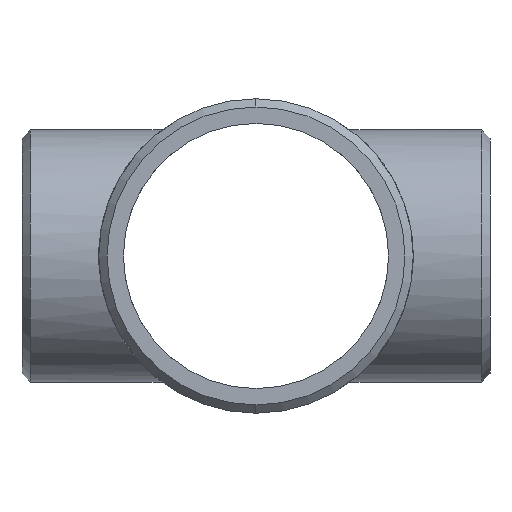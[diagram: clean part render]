
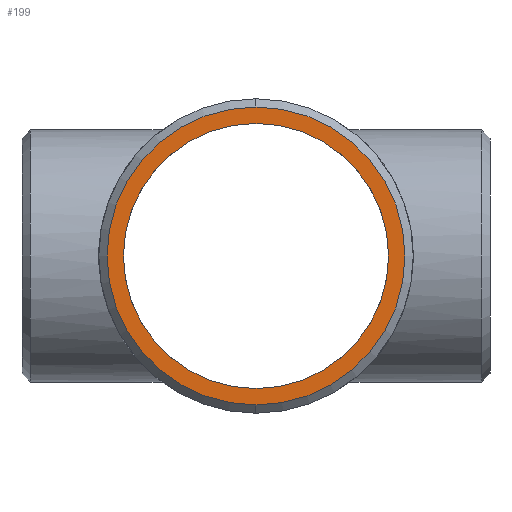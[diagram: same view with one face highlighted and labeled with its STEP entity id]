
A CAD part, left-side view. The second image highlights one B-rep face of the part: STEP entity #199.
In plain terms, the highlighted planar face has unit normal (-1, 0, 0).
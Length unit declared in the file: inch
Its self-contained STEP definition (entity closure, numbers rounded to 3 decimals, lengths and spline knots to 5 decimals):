
#82 = ORIENTED_EDGE ( 'NONE', *, *, #1437, .T. ) ;
#107 = DIRECTION ( 'NONE',  ( 1., 0., 0. ) ) ;
#135 = VERTEX_POINT ( 'NONE', #1466 ) ;
#163 = EDGE_LOOP ( 'NONE', ( #1513, #1015 ) ) ;
#177 = CIRCLE ( 'NONE', #599, 5.09367 ) ;
#199 = ADVANCED_FACE ( 'NONE', ( #1233, #1006 ), #436, .T. ) ;
#328 = CARTESIAN_POINT ( 'NONE',  ( -8.5, 0., -5.09367 ) ) ;
#334 = CARTESIAN_POINT ( 'NONE',  ( -8.5, 0., -4.531 ) ) ;
#335 = DIRECTION ( 'NONE',  ( -1., 0., 0. ) ) ;
#354 = DIRECTION ( 'NONE',  ( 0., 0., 1. ) ) ;
#391 = CARTESIAN_POINT ( 'NONE',  ( -8.5, 0., 0. ) ) ;
#423 = EDGE_CURVE ( 'NONE', #991, #1439, #1353, .T. ) ;
#436 = PLANE ( 'NONE',  #1184 ) ;
#439 = CARTESIAN_POINT ( 'NONE',  ( -8.5, 0., 0. ) ) ;
#458 = CARTESIAN_POINT ( 'NONE',  ( -8.5, 0., 4.531 ) ) ;
#576 = DIRECTION ( 'NONE',  ( 0., 0., 1. ) ) ;
#591 = DIRECTION ( 'NONE',  ( -1., 0., 0. ) ) ;
#599 = AXIS2_PLACEMENT_3D ( 'NONE', #918, #591, #1172 ) ;
#643 = DIRECTION ( 'NONE',  ( 1., 0., 0. ) ) ;
#678 = DIRECTION ( 'NONE',  ( 0., 0., -1. ) ) ;
#698 = AXIS2_PLACEMENT_3D ( 'NONE', #391, #643, #1111 ) ;
#790 = AXIS2_PLACEMENT_3D ( 'NONE', #1048, #335, #354 ) ;
#819 = CIRCLE ( 'NONE', #790, 5.09367 ) ;
#895 = EDGE_CURVE ( 'NONE', #135, #1430, #177, .T. ) ;
#918 = CARTESIAN_POINT ( 'NONE',  ( -8.5, 0., 0. ) ) ;
#974 = EDGE_LOOP ( 'NONE', ( #82, #1152 ) ) ;
#991 = VERTEX_POINT ( 'NONE', #334 ) ;
#1006 = FACE_BOUND ( 'NONE', #163, .T. ) ;
#1010 = AXIS2_PLACEMENT_3D ( 'NONE', #439, #107, #576 ) ;
#1015 = ORIENTED_EDGE ( 'NONE', *, *, #423, .T. ) ;
#1048 = CARTESIAN_POINT ( 'NONE',  ( -8.5, 0., 0. ) ) ;
#1111 = DIRECTION ( 'NONE',  ( 0., 0., 1. ) ) ;
#1115 = CARTESIAN_POINT ( 'NONE',  ( -8.5, 0., 0. ) ) ;
#1152 = ORIENTED_EDGE ( 'NONE', *, *, #895, .T. ) ;
#1172 = DIRECTION ( 'NONE',  ( 0., 0., 1. ) ) ;
#1184 = AXIS2_PLACEMENT_3D ( 'NONE', #1115, #1377, #678 ) ;
#1233 = FACE_OUTER_BOUND ( 'NONE', #974, .T. ) ;
#1235 = CIRCLE ( 'NONE', #1010, 4.531 ) ;
#1353 = CIRCLE ( 'NONE', #698, 4.531 ) ;
#1377 = DIRECTION ( 'NONE',  ( -1., 0., 0. ) ) ;
#1430 = VERTEX_POINT ( 'NONE', #328 ) ;
#1437 = EDGE_CURVE ( 'NONE', #1430, #135, #819, .T. ) ;
#1439 = VERTEX_POINT ( 'NONE', #458 ) ;
#1466 = CARTESIAN_POINT ( 'NONE',  ( -8.5, 0., 5.09367 ) ) ;
#1478 = EDGE_CURVE ( 'NONE', #1439, #991, #1235, .T. ) ;
#1513 = ORIENTED_EDGE ( 'NONE', *, *, #1478, .T. ) ;
